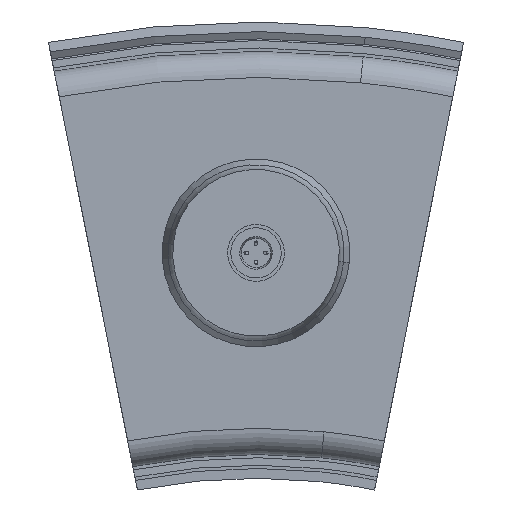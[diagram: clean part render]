
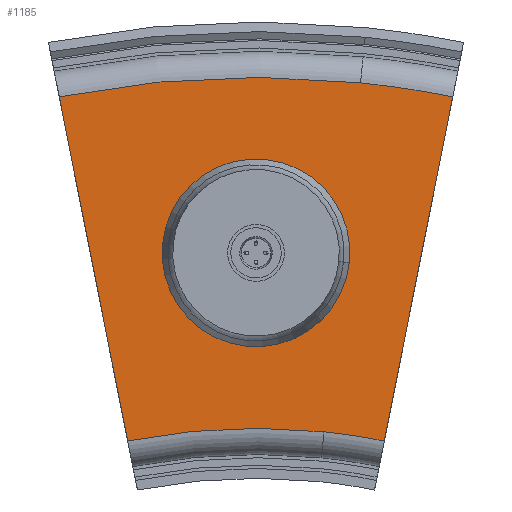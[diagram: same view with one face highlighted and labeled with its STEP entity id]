
A CAD part, left-side view. The second image highlights one B-rep face of the part: STEP entity #1185.
In plain terms, the highlighted planar face has unit normal (-1, 0, 0).
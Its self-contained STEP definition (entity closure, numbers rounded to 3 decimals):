
#1 = DIRECTION ( 'NONE',  ( -1., 0., 0. ) ) ;
#6 = CARTESIAN_POINT ( 'NONE',  ( 18., -28.578, 252.025 ) ) ;
#10 = CIRCLE ( 'NONE', #618, 28.732 ) ;
#12 = AXIS2_PLACEMENT_3D ( 'NONE', #1355, #1535, #965 ) ;
#139 = CIRCLE ( 'NONE', #12, 28.732 ) ;
#185 = DIRECTION ( 'NONE',  ( 0., -0.104, 0.995 ) ) ;
#189 = CARTESIAN_POINT ( 'NONE',  ( 18., 0., 0. ) ) ;
#204 = EDGE_LOOP ( 'NONE', ( #2053, #1165, #1234, #1032, #2297, #2435 ) ) ;
#266 = CARTESIAN_POINT ( 'NONE',  ( 18., 28.578, 257.975 ) ) ;
#329 = CARTESIAN_POINT ( 'NONE',  ( 18., -60.224, 302.768 ) ) ;
#331 = EDGE_LOOP ( 'NONE', ( #1205, #941 ) ) ;
#356 = EDGE_CURVE ( 'NONE', #2262, #2334, #2405, .T. ) ;
#377 = CARTESIAN_POINT ( 'NONE',  ( 18., 0., 0. ) ) ;
#406 = EDGE_CURVE ( 'NONE', #1742, #543, #1210, .T. ) ;
#530 = CARTESIAN_POINT ( 'NONE',  ( 18., 39.272, 197.432 ) ) ;
#536 = CARTESIAN_POINT ( 'NONE',  ( 18., 31.966, -307.041 ) ) ;
#543 = VERTEX_POINT ( 'NONE', #1847 ) ;
#557 = DIRECTION ( 'NONE',  ( -1., 0., 0. ) ) ;
#568 = DIRECTION ( 'NONE',  ( -1., 0., 0. ) ) ;
#579 = FACE_OUTER_BOUND ( 'NONE', #204, .T. ) ;
#618 = AXIS2_PLACEMENT_3D ( 'NONE', #2478, #2069, #1310 ) ;
#622 = CARTESIAN_POINT ( 'NONE',  ( 18., 59.966, -301.471 ) ) ;
#636 = DIRECTION ( 'NONE',  ( 0., 0.195, 0.981 ) ) ;
#657 = CARTESIAN_POINT ( 'NONE',  ( 18., -39.272, 197.432 ) ) ;
#740 = PLANE ( 'NONE',  #1714 ) ;
#750 = DIRECTION ( 'NONE',  ( 0., -0.104, 0.995 ) ) ;
#848 = CARTESIAN_POINT ( 'NONE',  ( 18., 0., 0. ) ) ;
#902 = DIRECTION ( 'NONE',  ( 1., 0., 0. ) ) ;
#941 = ORIENTED_EDGE ( 'NONE', *, *, #1555, .F. ) ;
#965 = DIRECTION ( 'NONE',  ( 0., -0.995, -0.104 ) ) ;
#998 = EDGE_CURVE ( 'NONE', #1603, #543, #1496, .T. ) ;
#1032 = ORIENTED_EDGE ( 'NONE', *, *, #356, .T. ) ;
#1041 = DIRECTION ( 'NONE',  ( -1., 0., 0. ) ) ;
#1070 = AXIS2_PLACEMENT_3D ( 'NONE', #377, #568, #185 ) ;
#1126 = AXIS2_PLACEMENT_3D ( 'NONE', #848, #1041, #1621 ) ;
#1165 = ORIENTED_EDGE ( 'NONE', *, *, #1364, .F. ) ;
#1185 = ADVANCED_FACE ( 'NONE', ( #2397, #579 ), #740, .F. ) ;
#1205 = ORIENTED_EDGE ( 'NONE', *, *, #1356, .F. ) ;
#1210 = CIRCLE ( 'NONE', #1126, 308.7 ) ;
#1234 = ORIENTED_EDGE ( 'NONE', *, *, #1333, .F. ) ;
#1245 = VECTOR ( 'NONE', #636, 1000. ) ;
#1310 = DIRECTION ( 'NONE',  ( 0., -0.995, -0.104 ) ) ;
#1333 = EDGE_CURVE ( 'NONE', #2262, #1409, #2333, .T. ) ;
#1355 = CARTESIAN_POINT ( 'NONE',  ( 18., 0., 255. ) ) ;
#1356 = EDGE_CURVE ( 'NONE', #2049, #1806, #139, .T. ) ;
#1358 = DIRECTION ( 'NONE',  ( 0., -0.104, 0.995 ) ) ;
#1364 = EDGE_CURVE ( 'NONE', #1409, #1603, #2055, .T. ) ;
#1409 = VERTEX_POINT ( 'NONE', #2325 ) ;
#1479 = DIRECTION ( 'NONE',  ( 0., 0.104, -0.995 ) ) ;
#1496 = LINE ( 'NONE', #1790, #1245 ) ;
#1535 = DIRECTION ( 'NONE',  ( -1., 0., 0. ) ) ;
#1555 = EDGE_CURVE ( 'NONE', #1806, #2049, #10, .T. ) ;
#1603 = VERTEX_POINT ( 'NONE', #530 ) ;
#1621 = DIRECTION ( 'NONE',  ( 0., -0.104, 0.995 ) ) ;
#1648 = AXIS2_PLACEMENT_3D ( 'NONE', #2313, #557, #750 ) ;
#1714 = AXIS2_PLACEMENT_3D ( 'NONE', #536, #902, #1479 ) ;
#1742 = VERTEX_POINT ( 'NONE', #2494 ) ;
#1790 = CARTESIAN_POINT ( 'NONE',  ( 18., -57.533, -289.238 ) ) ;
#1801 = EDGE_CURVE ( 'NONE', #2334, #1742, #1903, .T. ) ;
#1806 = VERTEX_POINT ( 'NONE', #6 ) ;
#1827 = AXIS2_PLACEMENT_3D ( 'NONE', #189, #1, #1358 ) ;
#1847 = CARTESIAN_POINT ( 'NONE',  ( 18., 60.224, 302.768 ) ) ;
#1903 = CIRCLE ( 'NONE', #1070, 308.7 ) ;
#1982 = DIRECTION ( 'NONE',  ( 0., -0.195, 0.981 ) ) ;
#2049 = VERTEX_POINT ( 'NONE', #266 ) ;
#2053 = ORIENTED_EDGE ( 'NONE', *, *, #998, .F. ) ;
#2055 = CIRCLE ( 'NONE', #1827, 201.3 ) ;
#2069 = DIRECTION ( 'NONE',  ( -1., 0., 0. ) ) ;
#2262 = VERTEX_POINT ( 'NONE', #657 ) ;
#2297 = ORIENTED_EDGE ( 'NONE', *, *, #1801, .T. ) ;
#2309 = VECTOR ( 'NONE', #1982, 1000. ) ;
#2313 = CARTESIAN_POINT ( 'NONE',  ( 18., 0., 0. ) ) ;
#2325 = CARTESIAN_POINT ( 'NONE',  ( 18., -20.845, 200.218 ) ) ;
#2333 = CIRCLE ( 'NONE', #1648, 201.3 ) ;
#2334 = VERTEX_POINT ( 'NONE', #329 ) ;
#2397 = FACE_BOUND ( 'NONE', #331, .T. ) ;
#2405 = LINE ( 'NONE', #622, #2309 ) ;
#2435 = ORIENTED_EDGE ( 'NONE', *, *, #406, .T. ) ;
#2478 = CARTESIAN_POINT ( 'NONE',  ( 18., 0., 255. ) ) ;
#2494 = CARTESIAN_POINT ( 'NONE',  ( 18., -31.966, 307.041 ) ) ;
